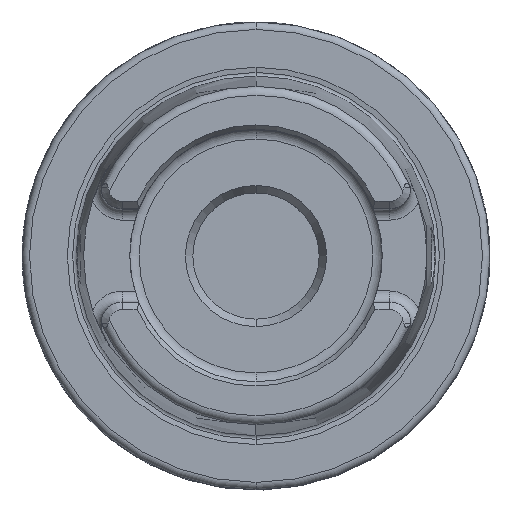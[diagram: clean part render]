
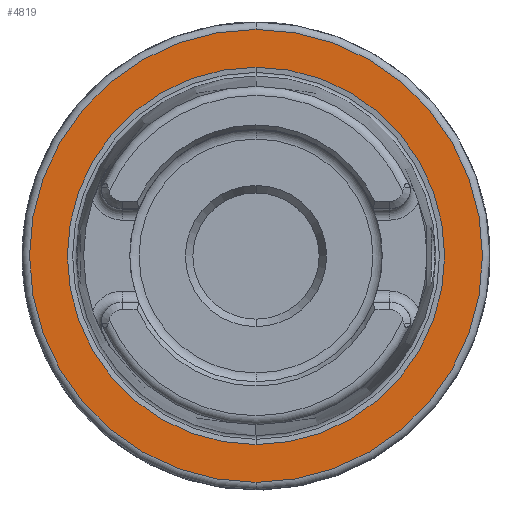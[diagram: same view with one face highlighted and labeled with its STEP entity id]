
A CAD part, top view. The second image highlights one B-rep face of the part: STEP entity #4819.
In plain terms, the highlighted planar face has unit normal (0, 0, 1).
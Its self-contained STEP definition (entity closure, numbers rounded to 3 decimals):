
#1264=CARTESIAN_POINT('',(0,0,26));
#1265=DIRECTION('',(0,0,-1));
#1266=DIRECTION('',(0,1,0));
#1267=AXIS2_PLACEMENT_3D('',#1264,#1265,#1266);
#1277=CARTESIAN_POINT('',(0,0,26));
#1278=DIRECTION('',(0,0,1));
#1279=DIRECTION('',(0,1,0));
#1280=AXIS2_PLACEMENT_3D('',#1277,#1278,#1279);
#1282=CARTESIAN_POINT('',(0,0,26));
#1283=DIRECTION('',(0,0,1));
#1284=DIRECTION('',(0,1,0));
#1285=AXIS2_PLACEMENT_3D('',#1282,#1283,#1284);
#1287=CARTESIAN_POINT('',(0,0,26));
#1288=DIRECTION('',(0,0,1));
#1289=DIRECTION('',(0,-1,0));
#1290=AXIS2_PLACEMENT_3D('',#1287,#1288,#1289);
#2994=CARTESIAN_POINT('',(0,25.409,26));
#2996=VERTEX_POINT('',#2994);
#3030=CARTESIAN_POINT('',(0,-25.409,26));
#3032=VERTEX_POINT('',#3030);
#3096=CARTESIAN_POINT('',(0,30.5,26));
#3097=CARTESIAN_POINT('',(0,-30.5,26));
#3098=VERTEX_POINT('',#3096);
#3099=VERTEX_POINT('',#3097);
#4804=CARTESIAN_POINT('',(0,0,26));
#4805=DIRECTION('',(0,0,-1));
#4806=DIRECTION('',(0,-1,0));
#4807=AXIS2_PLACEMENT_3D('',#4804,#4805,#4806);
#4808=PLANE('',#4807);
#4810=ORIENTED_EDGE('',*,*,#4809,.F.);
#4812=ORIENTED_EDGE('',*,*,#4811,.F.);
#4813=EDGE_LOOP('',(#4810,#4812));
#4814=FACE_OUTER_BOUND('',#4813,.F.);
#4815=ORIENTED_EDGE('',*,*,#4799,.T.);
#4816=ORIENTED_EDGE('',*,*,#4783,.F.);
#4817=EDGE_LOOP('',(#4815,#4816));
#4818=FACE_BOUND('',#4817,.F.);
#4819=ADVANCED_FACE('',(#4814,#4818),#4808,.F.);
#1268=CIRCLE('',#1267,25.409);
#1281=CIRCLE('',#1280,25.409);
#1286=CIRCLE('',#1285,30.5);
#1291=CIRCLE('',#1290,30.5);
#4783=EDGE_CURVE('',#2996,#3032,#1268,.T.);
#4799=EDGE_CURVE('',#2996,#3032,#1281,.T.);
#4809=EDGE_CURVE('',#3098,#3099,#1286,.T.);
#4811=EDGE_CURVE('',#3099,#3098,#1291,.T.);
